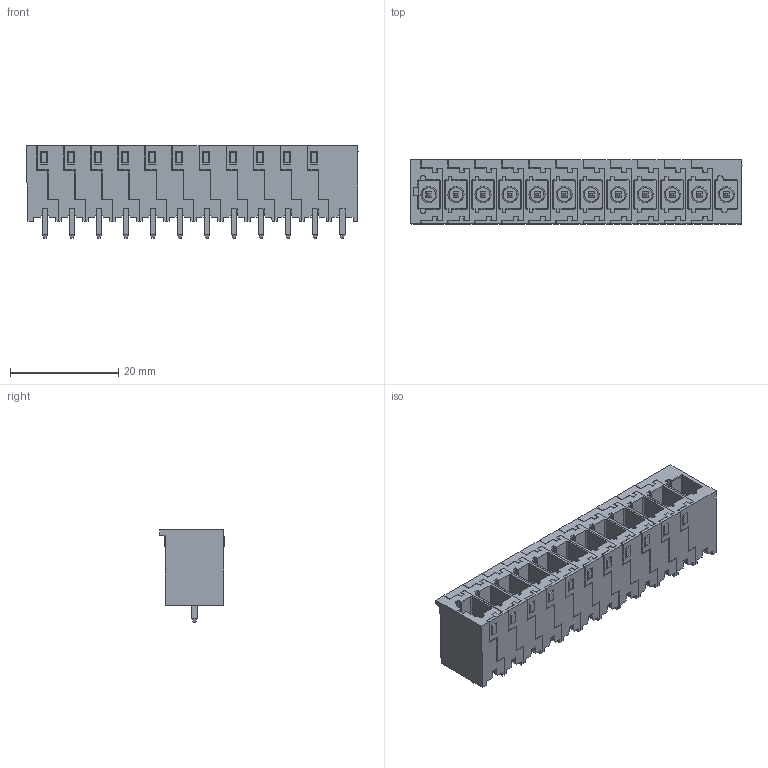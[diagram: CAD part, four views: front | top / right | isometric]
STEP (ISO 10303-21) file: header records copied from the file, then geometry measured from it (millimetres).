
FILE_DESCRIPTION(('CATIA V5 STEP Exchange','CAx-IF Rec.Pracs.--- Model Styling and Organization---1.4--- 2014-01-23'),'2;1');
FILE_NAME ('1328302-3_0_8000072470_8000072470.stp','2022-05-03T12:26:02+00:00',('none'),('Weidmueller'),'CATIA Version 5-6 Release 2016 SP3 HF44','CATIA V5 STEP AP214','none');
FILE_SCHEMA(('AUTOMOTIVE_DESIGN { 1 0 10303 214 1 1 1 1 }'));
Length unit declared in the file: millimetre
Products named in the file (1): 8000072470
Bounding box: 61.4 x 11.98 x 17.15 mm (x, y, z)
Volume: 6328.8 mm3; surface area: 12938.6 mm2
Topology: 24 solids, 24 shells, 1422 faces, 3895 edges, 2544 vertices
Faces by surface type: plane 1304, cylinder 94, cone 24
Entity records: 45097 total; most frequent: CARTESIAN_POINT 9134, ORIENTED_EDGE 7790, DIRECTION 6643, EDGE_CURVE 3895, VECTOR 3659, LINE 3659, VERTEX_POINT 2544, AXIS2_PLACEMENT_3D 1563
